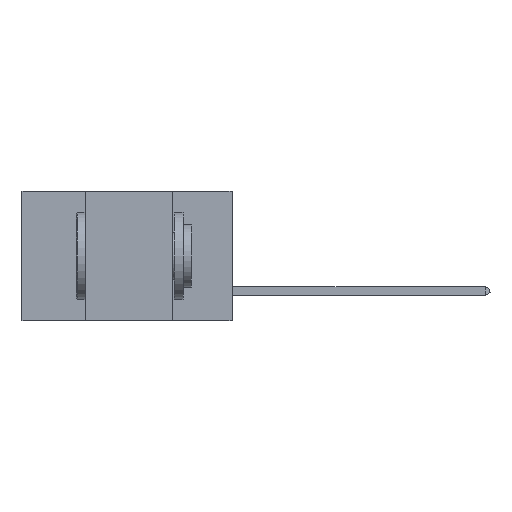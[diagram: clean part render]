
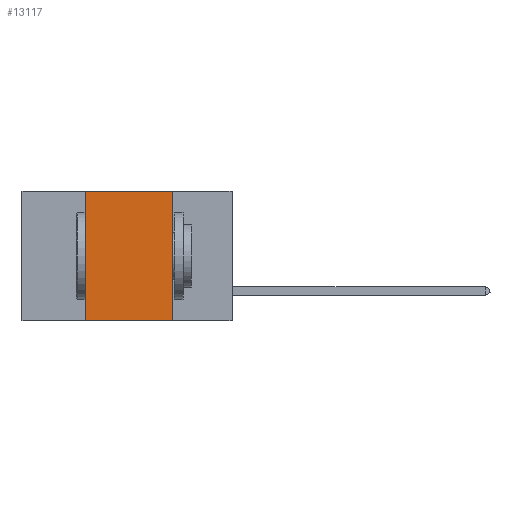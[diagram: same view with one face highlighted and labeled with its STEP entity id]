
A CAD part, left-side view. The second image highlights one B-rep face of the part: STEP entity #13117.
In plain terms, the highlighted planar face has unit normal (-1, 0, 0).
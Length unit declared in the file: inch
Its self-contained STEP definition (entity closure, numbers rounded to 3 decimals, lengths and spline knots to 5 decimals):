
#120 = VECTOR ( 'NONE', #1887, 39.37008 ) ;
#747 = VERTEX_POINT ( 'NONE', #23857 ) ;
#1887 = DIRECTION ( 'NONE',  ( 0., 0., 1. ) ) ;
#2754 = FACE_OUTER_BOUND ( 'NONE', #17964, .T. ) ;
#3044 = VERTEX_POINT ( 'NONE', #38518 ) ;
#4739 = CARTESIAN_POINT ( 'NONE',  ( 0., 0.6, 0. ) ) ;
#5921 = VECTOR ( 'NONE', #33521, 39.37008 ) ;
#6488 = ORIENTED_EDGE ( 'NONE', *, *, #18319, .F. ) ;
#7317 = LINE ( 'NONE', #37114, #120 ) ;
#8014 = EDGE_CURVE ( 'NONE', #45392, #33206, #7317, .T. ) ;
#9534 = VECTOR ( 'NONE', #22981, 39.37008 ) ;
#10074 = AXIS2_PLACEMENT_3D ( 'NONE', #4739, #22326, #36262 ) ;
#11772 = LINE ( 'NONE', #12387, #9534 ) ;
#12387 = CARTESIAN_POINT ( 'NONE',  ( 0., 0.6, 0. ) ) ;
#13117 = ADVANCED_FACE ( 'NONE', ( #2754 ), #43095, .F. ) ;
#17964 = EDGE_LOOP ( 'NONE', ( #6488, #21033, #43061, #36631 ) ) ;
#18319 = EDGE_CURVE ( 'NONE', #747, #3044, #45729, .T. ) ;
#18469 = CARTESIAN_POINT ( 'NONE',  ( 0., 0.6, -0.37 ) ) ;
#21033 = ORIENTED_EDGE ( 'NONE', *, *, #40955, .F. ) ;
#21770 = CARTESIAN_POINT ( 'NONE',  ( 0., 0.42, 0. ) ) ;
#21985 = DIRECTION ( 'NONE',  ( 0., -1., 0. ) ) ;
#22326 = DIRECTION ( 'NONE',  ( 1., 0., 0. ) ) ;
#22981 = DIRECTION ( 'NONE',  ( 0., -1., 0. ) ) ;
#23857 = CARTESIAN_POINT ( 'NONE',  ( 0., 0.17, 0. ) ) ;
#27514 = CARTESIAN_POINT ( 'NONE',  ( 0., 0.42, -0.37 ) ) ;
#33206 = VERTEX_POINT ( 'NONE', #21770 ) ;
#33521 = DIRECTION ( 'NONE',  ( 0., 0., -1. ) ) ;
#36262 = DIRECTION ( 'NONE',  ( 0., 0., -1. ) ) ;
#36631 = ORIENTED_EDGE ( 'NONE', *, *, #43772, .T. ) ;
#36938 = CARTESIAN_POINT ( 'NONE',  ( 0., 0.17, 0. ) ) ;
#37114 = CARTESIAN_POINT ( 'NONE',  ( 0., 0.42, 0. ) ) ;
#38036 = VECTOR ( 'NONE', #21985, 39.37008 ) ;
#38518 = CARTESIAN_POINT ( 'NONE',  ( 0., 0.17, -0.37 ) ) ;
#38580 = LINE ( 'NONE', #18469, #38036 ) ;
#40955 = EDGE_CURVE ( 'NONE', #33206, #747, #11772, .T. ) ;
#43061 = ORIENTED_EDGE ( 'NONE', *, *, #8014, .F. ) ;
#43095 = PLANE ( 'NONE',  #10074 ) ;
#43772 = EDGE_CURVE ( 'NONE', #45392, #3044, #38580, .T. ) ;
#45392 = VERTEX_POINT ( 'NONE', #27514 ) ;
#45729 = LINE ( 'NONE', #36938, #5921 ) ;
